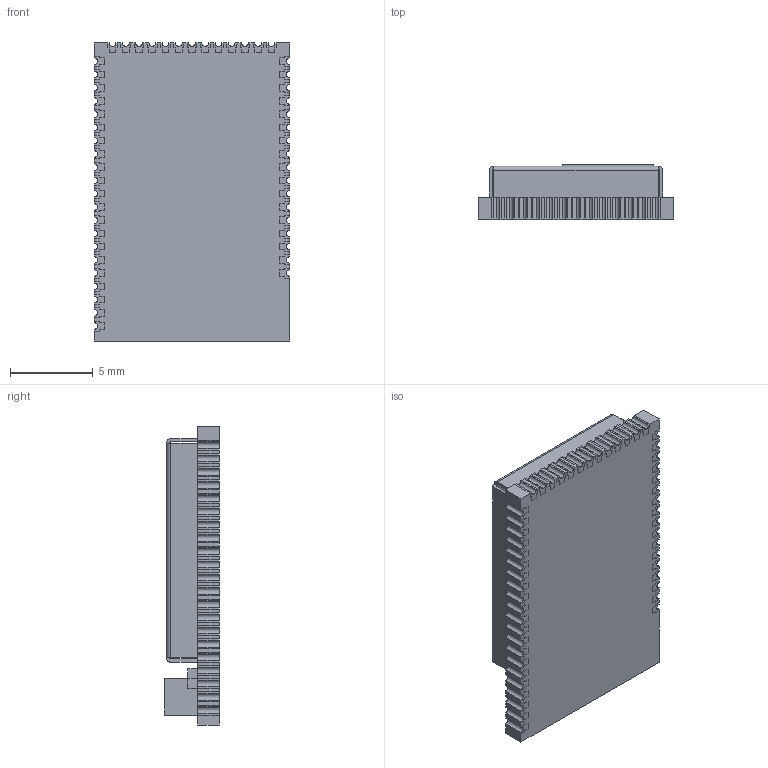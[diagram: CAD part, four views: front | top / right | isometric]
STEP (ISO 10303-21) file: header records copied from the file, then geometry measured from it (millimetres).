
FILE_DESCRIPTION (( 'STEP AP214' ), '1' );
FILE_NAME ('BC127.STEP', '2021-01-21T01:13:41', ( '' ), ( '' ), 'SwSTEP 2.0', 'SolidWorks 2017', '' );
FILE_SCHEMA (( 'AUTOMOTIVE_DESIGN' ));
Length unit declared in the file: millimetre
Products named in the file (1): BC127
Bounding box: 11.8 x 3.32 x 18 mm (x, y, z)
Volume: 344.5 mm3; surface area: 1179.8 mm2
Topology: 56 solids, 56 shells, 1317 faces, 3411 edges, 2206 vertices
Faces by surface type: plane 1117, cylinder 200
Entity records: 39982 total; most frequent: CARTESIAN_POINT 6935, ORIENTED_EDGE 6822, DIRECTION 6447, EDGE_CURVE 3411, VECTOR 3011, LINE 3011, VERTEX_POINT 2206, AXIS2_PLACEMENT_3D 1718
